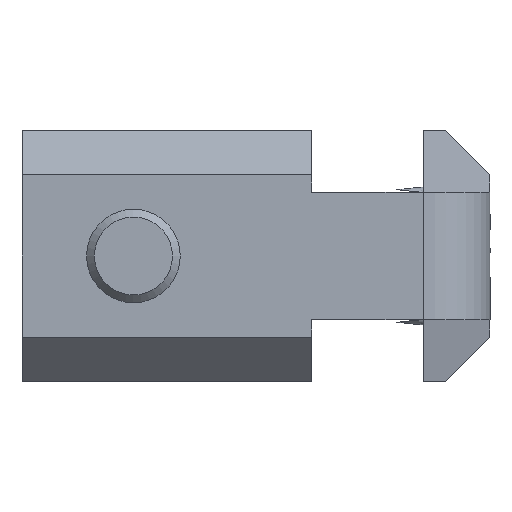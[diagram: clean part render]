
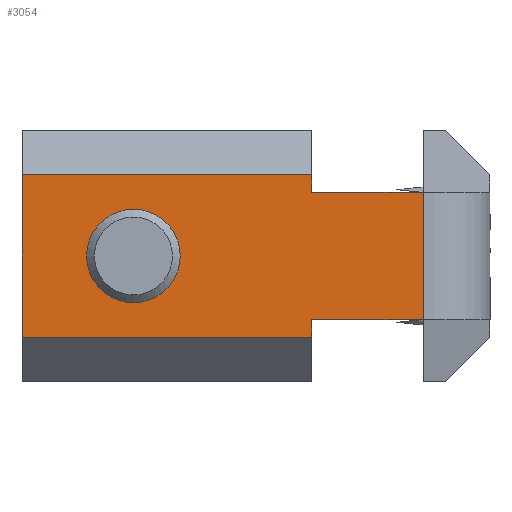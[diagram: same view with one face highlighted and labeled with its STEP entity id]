
A CAD part, front view. The second image highlights one B-rep face of the part: STEP entity #3054.
In plain terms, the highlighted planar face has unit normal (0, -1, 0).
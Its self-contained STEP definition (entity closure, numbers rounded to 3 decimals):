
#75 = LINE ( 'NONE', #4486, #3579 ) ;
#81 = EDGE_CURVE ( 'NONE', #3625, #4192, #3818, .T. ) ;
#111 = CARTESIAN_POINT ( 'NONE',  ( 18., 0., 3.65 ) ) ;
#173 = EDGE_LOOP ( 'NONE', ( #535, #2674, #3687, #552, #524, #3009, #3005, #2172 ) ) ;
#189 = DIRECTION ( 'NONE',  ( 1., 0., 0. ) ) ;
#200 = CARTESIAN_POINT ( 'NONE',  ( 13., 0., -2.85 ) ) ;
#512 = VECTOR ( 'NONE', #4346, 1000. ) ;
#514 = DIRECTION ( 'NONE',  ( -1., 0., 0. ) ) ;
#524 = ORIENTED_EDGE ( 'NONE', *, *, #4521, .F. ) ;
#535 = ORIENTED_EDGE ( 'NONE', *, *, #1961, .F. ) ;
#537 = AXIS2_PLACEMENT_3D ( 'NONE', #4303, #1999, #4676 ) ;
#552 = ORIENTED_EDGE ( 'NONE', *, *, #4005, .F. ) ;
#758 = VECTOR ( 'NONE', #905, 1000. ) ;
#792 = CARTESIAN_POINT ( 'NONE',  ( 13., 0., -3.65 ) ) ;
#805 = DIRECTION ( 'NONE',  ( 0., -1., 0. ) ) ;
#821 = CARTESIAN_POINT ( 'NONE',  ( 13., 0., 3.65 ) ) ;
#825 = CARTESIAN_POINT ( 'NONE',  ( 5., 0., 0. ) ) ;
#831 = EDGE_CURVE ( 'NONE', #3184, #3822, #1426, .T. ) ;
#860 = EDGE_CURVE ( 'NONE', #3482, #3184, #75, .T. ) ;
#905 = DIRECTION ( 'NONE',  ( 0., 0., -1. ) ) ;
#922 = LINE ( 'NONE', #2421, #1960 ) ;
#950 = EDGE_CURVE ( 'NONE', #3822, #3813, #1135, .T. ) ;
#955 = VERTEX_POINT ( 'NONE', #4943 ) ;
#1092 = CARTESIAN_POINT ( 'NONE',  ( 18., 0., -3.65 ) ) ;
#1135 = LINE ( 'NONE', #4763, #1926 ) ;
#1297 = FACE_BOUND ( 'NONE', #2002, .T. ) ;
#1330 = EDGE_CURVE ( 'NONE', #955, #955, #4284, .T. ) ;
#1426 = LINE ( 'NONE', #111, #512 ) ;
#1620 = AXIS2_PLACEMENT_3D ( 'NONE', #825, #805, #5010 ) ;
#1689 = CARTESIAN_POINT ( 'NONE',  ( 0., 0., 3.65 ) ) ;
#1909 = VERTEX_POINT ( 'NONE', #2235 ) ;
#1926 = VECTOR ( 'NONE', #2831, 1000. ) ;
#1960 = VECTOR ( 'NONE', #514, 1000. ) ;
#1961 = EDGE_CURVE ( 'NONE', #4192, #3482, #3993, .T. ) ;
#1999 = DIRECTION ( 'NONE',  ( 0., 1., 0. ) ) ;
#2002 = EDGE_LOOP ( 'NONE', ( #4314 ) ) ;
#2172 = ORIENTED_EDGE ( 'NONE', *, *, #860, .F. ) ;
#2235 = CARTESIAN_POINT ( 'NONE',  ( 18., 0., -2.85 ) ) ;
#2330 = CARTESIAN_POINT ( 'NONE',  ( 13., 0., 2.85 ) ) ;
#2421 = CARTESIAN_POINT ( 'NONE',  ( 18., 0., -2.85 ) ) ;
#2431 = FACE_OUTER_BOUND ( 'NONE', #173, .T. ) ;
#2674 = ORIENTED_EDGE ( 'NONE', *, *, #81, .F. ) ;
#2720 = EDGE_CURVE ( 'NONE', #1909, #3625, #922, .T. ) ;
#2745 = PLANE ( 'NONE',  #537 ) ;
#2755 = LINE ( 'NONE', #2902, #3772 ) ;
#2831 = DIRECTION ( 'NONE',  ( 0., 0., -1. ) ) ;
#2902 = CARTESIAN_POINT ( 'NONE',  ( 18., 0., 2.85 ) ) ;
#3005 = ORIENTED_EDGE ( 'NONE', *, *, #831, .F. ) ;
#3009 = ORIENTED_EDGE ( 'NONE', *, *, #950, .F. ) ;
#3054 = ADVANCED_FACE ( 'NONE', ( #2431, #1297 ), #2745, .F. ) ;
#3178 = CARTESIAN_POINT ( 'NONE',  ( 18., 0., 5.65 ) ) ;
#3184 = VERTEX_POINT ( 'NONE', #1689 ) ;
#3266 = VECTOR ( 'NONE', #3683, 1000. ) ;
#3394 = DIRECTION ( 'NONE',  ( -1., 0., 0. ) ) ;
#3482 = VERTEX_POINT ( 'NONE', #4266 ) ;
#3579 = VECTOR ( 'NONE', #3965, 1000. ) ;
#3625 = VERTEX_POINT ( 'NONE', #3653 ) ;
#3653 = CARTESIAN_POINT ( 'NONE',  ( 13., 0., -2.85 ) ) ;
#3683 = DIRECTION ( 'NONE',  ( 0., 0., -1. ) ) ;
#3687 = ORIENTED_EDGE ( 'NONE', *, *, #2720, .F. ) ;
#3772 = VECTOR ( 'NONE', #189, 1000. ) ;
#3813 = VERTEX_POINT ( 'NONE', #2330 ) ;
#3818 = LINE ( 'NONE', #200, #3266 ) ;
#3822 = VERTEX_POINT ( 'NONE', #821 ) ;
#3965 = DIRECTION ( 'NONE',  ( 0., 0., 1. ) ) ;
#3993 = LINE ( 'NONE', #1092, #5012 ) ;
#4005 = EDGE_CURVE ( 'NONE', #4929, #1909, #4725, .T. ) ;
#4101 = CARTESIAN_POINT ( 'NONE',  ( 18., 0., 2.85 ) ) ;
#4192 = VERTEX_POINT ( 'NONE', #792 ) ;
#4266 = CARTESIAN_POINT ( 'NONE',  ( 0., 0., -3.65 ) ) ;
#4284 = CIRCLE ( 'NONE', #1620, 2.1 ) ;
#4303 = CARTESIAN_POINT ( 'NONE',  ( 18., 0., 5.65 ) ) ;
#4314 = ORIENTED_EDGE ( 'NONE', *, *, #1330, .F. ) ;
#4346 = DIRECTION ( 'NONE',  ( 1., 0., 0. ) ) ;
#4486 = CARTESIAN_POINT ( 'NONE',  ( 0., 0., 5.65 ) ) ;
#4521 = EDGE_CURVE ( 'NONE', #3813, #4929, #2755, .T. ) ;
#4676 = DIRECTION ( 'NONE',  ( 0., 0., 1. ) ) ;
#4725 = LINE ( 'NONE', #3178, #758 ) ;
#4763 = CARTESIAN_POINT ( 'NONE',  ( 13., 0., 2.85 ) ) ;
#4929 = VERTEX_POINT ( 'NONE', #4101 ) ;
#4943 = CARTESIAN_POINT ( 'NONE',  ( 5., 0., 2.1 ) ) ;
#5010 = DIRECTION ( 'NONE',  ( 0., 0., 1. ) ) ;
#5012 = VECTOR ( 'NONE', #3394, 1000. ) ;
